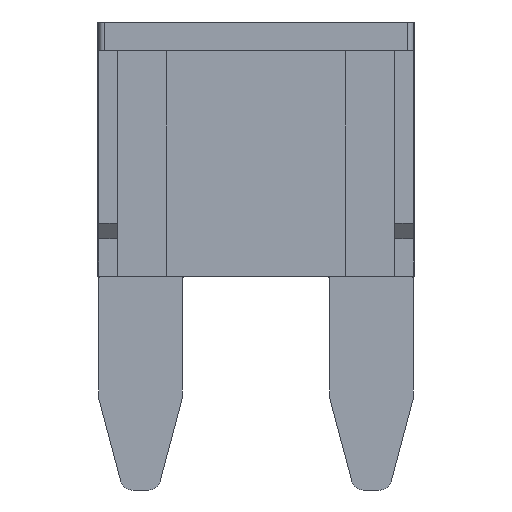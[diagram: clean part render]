
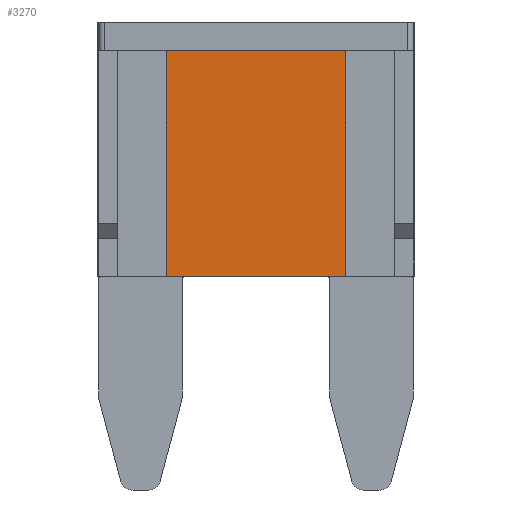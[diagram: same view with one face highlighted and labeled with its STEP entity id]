
A CAD part, front view. The second image highlights one B-rep face of the part: STEP entity #3270.
In plain terms, the highlighted planar face has unit normal (0, -1, 0).
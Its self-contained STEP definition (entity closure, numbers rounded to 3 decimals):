
#299=FACE_OUTER_BOUND('',#473,.T.);
#473=EDGE_LOOP('',(#2636,#2637,#2638,#2639));
#648=LINE('',#5100,#1014);
#691=LINE('',#5184,#1057);
#757=LINE('',#5330,#1123);
#759=LINE('',#5333,#1125);
#1014=VECTOR('',#3754,10.);
#1057=VECTOR('',#3827,10.);
#1123=VECTOR('',#3957,10.);
#1125=VECTOR('',#3961,10.);
#1387=VERTEX_POINT('',#5096);
#1389=VERTEX_POINT('',#5099);
#1415=VERTEX_POINT('',#5183);
#1463=VERTEX_POINT('',#5328);
#1758=EDGE_CURVE('',#1387,#1389,#648,.T.);
#1801=EDGE_CURVE('',#1415,#1389,#691,.T.);
#1875=EDGE_CURVE('',#1463,#1387,#757,.T.);
#1877=EDGE_CURVE('',#1463,#1415,#759,.T.);
#2636=ORIENTED_EDGE('',*,*,#1877,.T.);
#2637=ORIENTED_EDGE('',*,*,#1801,.T.);
#2638=ORIENTED_EDGE('',*,*,#1758,.F.);
#2639=ORIENTED_EDGE('',*,*,#1875,.F.);
#3131=PLANE('',#3447);
#3270=ADVANCED_FACE('',(#299),#3131,.T.);
#3447=AXIS2_PLACEMENT_3D('',#5342,#3974,#3975);
#3754=DIRECTION('',(0.,0.,-1.));
#3827=DIRECTION('',(1.,0.,0.));
#3957=DIRECTION('',(1.,0.,0.));
#3961=DIRECTION('',(0.,0.,-1.));
#3974=DIRECTION('center_axis',(0.,-1.,0.));
#3975=DIRECTION('ref_axis',(-1.,0.,0.));
#5096=CARTESIAN_POINT('',(3.1,-1.7,-1.));
#5099=CARTESIAN_POINT('',(3.1,-1.7,-8.8));
#5100=CARTESIAN_POINT('',(3.1,-1.7,-4.9));
#5183=CARTESIAN_POINT('',(-3.1,-1.7,-8.8));
#5184=CARTESIAN_POINT('',(5.5,-1.7,-8.8));
#5328=CARTESIAN_POINT('',(-3.1,-1.7,-1.));
#5330=CARTESIAN_POINT('',(2.75,-1.7,-1.));
#5333=CARTESIAN_POINT('',(-3.1,-1.7,-4.9));
#5342=CARTESIAN_POINT('Origin',(5.5,-1.7,-1.));
